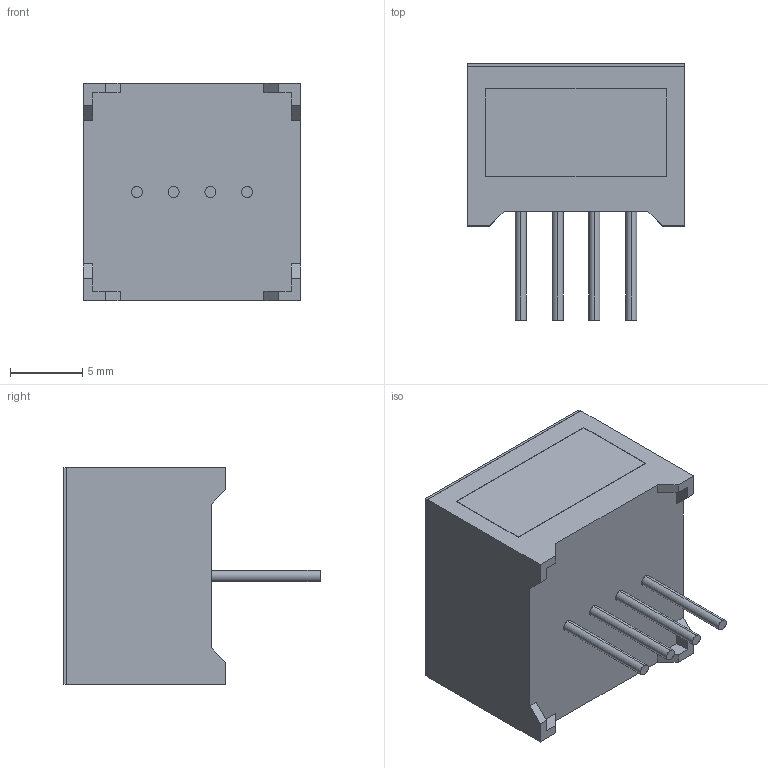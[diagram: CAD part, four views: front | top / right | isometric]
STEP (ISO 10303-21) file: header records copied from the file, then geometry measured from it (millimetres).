
FILE_DESCRIPTION (( 'STEP AP214' ), '1' );
FILE_NAME ('CTHS15ARROW.STEP', '2016-10-28T22:50:26', ( 'user' ), ( 'Microsoft' ), 'SwSTEP 2.0', 'SolidWorks 2016', '' );
FILE_SCHEMA (( 'AUTOMOTIVE_DESIGN' ));
Length unit declared in the file: inch
Products named in the file (3): CTHS15ARROW; CTHOVERLAYARROW; CTHS15XXXXX
Assembly tree (2 placements, depth 2):
  CTHS15ARROW
    CTHS15XXXXX
    CTHOVERLAYARROW
Bounding box: 15.01 x 17.7 x 15.01 mm (x, y, z)
Volume: 2318 mm3; surface area: 1618.8 mm2
Topology: 2 solids, 2 shells, 73 faces, 177 edges, 118 vertices
Faces by surface type: plane 65, cylinder 8
Entity records: 3063 total; most frequent: CARTESIAN_POINT 373, ORIENTED_EDGE 354, DIRECTION 349, EDGE_CURVE 177, LINE 161, VECTOR 161, VERTEX_POINT 118, AXIS2_PLACEMENT_3D 94
